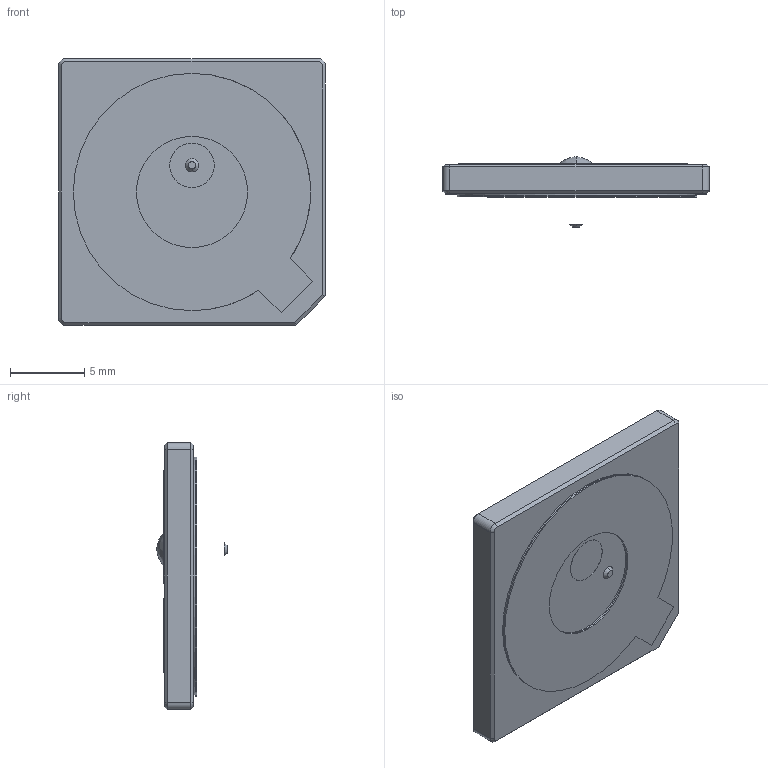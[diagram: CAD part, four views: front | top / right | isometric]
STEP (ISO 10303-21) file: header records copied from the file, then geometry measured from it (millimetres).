
FILE_DESCRIPTION (( 'STEP AP214' ), '1' );
FILE_NAME ('CGGP.18.2.A.02_Web.STEP', '2020-02-17T08:00:02', ( '' ), ( '' ), 'SwSTEP 2.0', 'SolidWorks 2017', '' );
FILE_SCHEMA (( 'AUTOMOTIVE_DESIGN' ));
Length unit declared in the file: millimetre
Products named in the file (2): CGGP.18.2.A.02_Web
Bounding box: 18 x 4.75 x 18 mm (x, y, z)
Surface area: 1105.9 mm2 (no closed solid volume)
Topology: 0 solids, 7 shells, 377 faces, 913 edges, 610 vertices
Faces by surface type: plane 186, bspline 158, cylinder 25, cone 8
Full cylindrical faces by diameter (mm): 0.9 x1
Entity records: 16780 total; most frequent: CARTESIAN_POINT 9491, ORIENTED_EDGE 1798, EDGE_CURVE 910, DIRECTION 893, VERTEX_POINT 610, EDGE_LOOP 449, B_SPLINE_CURVE_WITH_KNOTS 407, FACE_OUTER_BOUND 377
